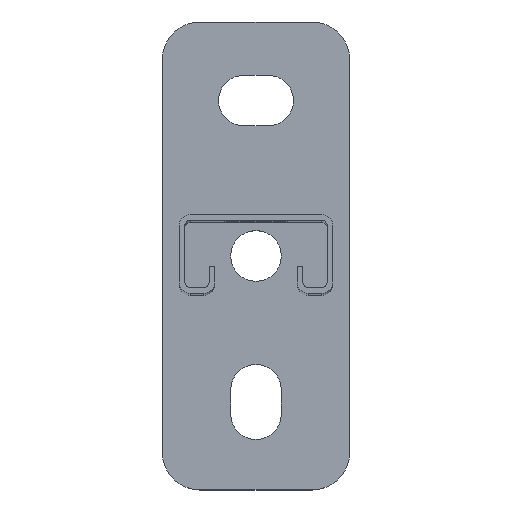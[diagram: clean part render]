
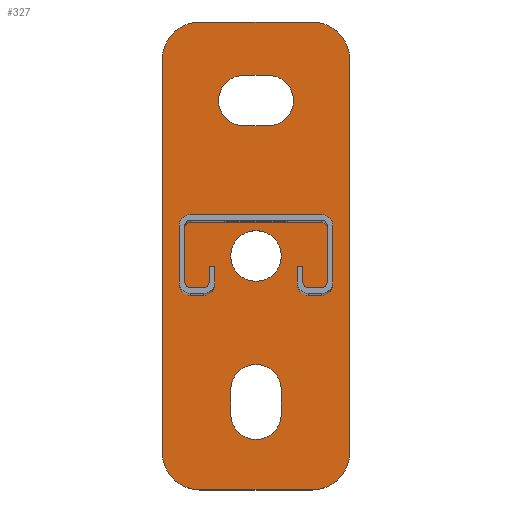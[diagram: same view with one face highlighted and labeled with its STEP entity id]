
A CAD part, top view. The second image highlights one B-rep face of the part: STEP entity #327.
In plain terms, the highlighted planar face has unit normal (0, 0, 1).
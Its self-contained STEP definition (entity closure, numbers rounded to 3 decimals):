
#327=ADVANCED_FACE('',(#640,#641,#642,#643),#644,.T.);
#640=FACE_BOUND('',#936,.T.);
#641=FACE_BOUND('',#937,.T.);
#642=FACE_BOUND('',#938,.T.);
#643=FACE_OUTER_BOUND('',#939,.T.);
#644=PLANE('',#940);
#936=EDGE_LOOP('',(#1741,#1742));
#937=EDGE_LOOP('',(#1743,#1744,#1745,#1746,#1747,#1748));
#938=EDGE_LOOP('',(#1749,#1750,#1751,#1752,#1753,#1754));
#939=EDGE_LOOP('',(#1755,#1756,#1757,#1758,#1759,#1760,#1761,#1762));
#940=AXIS2_PLACEMENT_3D('',#1763,#1764,#1765);
#1741=ORIENTED_EDGE('',*,*,#2062,.T.);
#1742=ORIENTED_EDGE('',*,*,#2057,.T.);
#1743=ORIENTED_EDGE('',*,*,#2047,.T.);
#1744=ORIENTED_EDGE('',*,*,#2070,.T.);
#1745=ORIENTED_EDGE('',*,*,#2072,.T.);
#1746=ORIENTED_EDGE('',*,*,#2052,.T.);
#1747=ORIENTED_EDGE('',*,*,#2066,.T.);
#1748=ORIENTED_EDGE('',*,*,#2075,.T.);
#1749=ORIENTED_EDGE('',*,*,#2037,.T.);
#1750=ORIENTED_EDGE('',*,*,#2084,.T.);
#1751=ORIENTED_EDGE('',*,*,#2086,.T.);
#1752=ORIENTED_EDGE('',*,*,#2042,.T.);
#1753=ORIENTED_EDGE('',*,*,#2080,.T.);
#1754=ORIENTED_EDGE('',*,*,#2089,.T.);
#1755=ORIENTED_EDGE('',*,*,#2093,.T.);
#1756=ORIENTED_EDGE('',*,*,#2118,.T.);
#1757=ORIENTED_EDGE('',*,*,#2115,.T.);
#1758=ORIENTED_EDGE('',*,*,#2112,.T.);
#1759=ORIENTED_EDGE('',*,*,#2109,.T.);
#1760=ORIENTED_EDGE('',*,*,#2119,.T.);
#1761=ORIENTED_EDGE('',*,*,#2120,.T.);
#1762=ORIENTED_EDGE('',*,*,#2105,.T.);
#1763=CARTESIAN_POINT('',(0.0,0.0,6.0));
#1764=DIRECTION('',(0.0,0.0,1.0));
#1765=DIRECTION('',(1.0,0.0,0.0));
#2037=EDGE_CURVE('',#2493,#2490,#2494,.T.);
#2042=EDGE_CURVE('',#2502,#2499,#2503,.T.);
#2047=EDGE_CURVE('',#2511,#2508,#2512,.T.);
#2052=EDGE_CURVE('',#2520,#2517,#2521,.T.);
#2057=EDGE_CURVE('',#2529,#2526,#2530,.T.);
#2062=EDGE_CURVE('',#2526,#2529,#2536,.T.);
#2066=EDGE_CURVE('',#2517,#2540,#2542,.T.);
#2070=EDGE_CURVE('',#2508,#2546,#2548,.T.);
#2072=EDGE_CURVE('',#2546,#2520,#2550,.T.);
#2075=EDGE_CURVE('',#2540,#2511,#2553,.T.);
#2080=EDGE_CURVE('',#2499,#2558,#2560,.T.);
#2084=EDGE_CURVE('',#2490,#2564,#2566,.T.);
#2086=EDGE_CURVE('',#2564,#2502,#2568,.T.);
#2089=EDGE_CURVE('',#2558,#2493,#2571,.T.);
#2093=EDGE_CURVE('',#2577,#2574,#2578,.T.);
#2105=EDGE_CURVE('',#2597,#2577,#2598,.T.);
#2109=EDGE_CURVE('',#2603,#2601,#2604,.T.);
#2112=EDGE_CURVE('',#2607,#2603,#2608,.T.);
#2115=EDGE_CURVE('',#2611,#2607,#2612,.T.);
#2118=EDGE_CURVE('',#2574,#2611,#2615,.T.);
#2119=EDGE_CURVE('',#2601,#2616,#2617,.T.);
#2120=EDGE_CURVE('',#2616,#2597,#2618,.T.);
#2490=VERTEX_POINT('',#3096);
#2493=VERTEX_POINT('',#3100);
#2494=CIRCLE('',#3101,6.75);
#2499=VERTEX_POINT('',#3107);
#2502=VERTEX_POINT('',#3111);
#2503=CIRCLE('',#3112,6.75);
#2508=VERTEX_POINT('',#3118);
#2511=VERTEX_POINT('',#3122);
#2512=CIRCLE('',#3123,6.75);
#2517=VERTEX_POINT('',#3129);
#2520=VERTEX_POINT('',#3133);
#2521=CIRCLE('',#3134,6.75);
#2526=VERTEX_POINT('',#3140);
#2529=VERTEX_POINT('',#3144);
#2530=CIRCLE('',#3145,6.75);
#2536=CIRCLE('',#3152,6.75);
#2540=VERTEX_POINT('',#3156);
#2542=CIRCLE('',#3159,6.75);
#2546=VERTEX_POINT('',#3163);
#2548=CIRCLE('',#3166,6.75);
#2550=LINE('',#3168,#3169);
#2553=LINE('',#3173,#3174);
#2558=VERTEX_POINT('',#3180);
#2560=CIRCLE('',#3183,6.75);
#2564=VERTEX_POINT('',#3187);
#2566=CIRCLE('',#3190,6.75);
#2568=LINE('',#3192,#3193);
#2571=LINE('',#3197,#3198);
#2574=VERTEX_POINT('',#3202);
#2577=VERTEX_POINT('',#3206);
#2578=CIRCLE('',#3207,10.0);
#2597=VERTEX_POINT('',#3231);
#2598=LINE('',#3232,#3233);
#2601=VERTEX_POINT('',#3237);
#2603=VERTEX_POINT('',#3240);
#2604=CIRCLE('',#3241,10.0);
#2607=VERTEX_POINT('',#3245);
#2608=LINE('',#3246,#3247);
#2611=VERTEX_POINT('',#3251);
#2612=CIRCLE('',#3252,10.0);
#2615=LINE('',#3256,#3257);
#2616=VERTEX_POINT('',#3258);
#2617=LINE('',#3259,#3260);
#2618=CIRCLE('',#3261,10.0);
#3096=CARTESIAN_POINT('',(10.0,41.5,6.0));
#3100=CARTESIAN_POINT('',(3.25,48.25,6.0));
#3101=AXIS2_PLACEMENT_3D('',#3593,#3594,#3595);
#3107=CARTESIAN_POINT('',(-10.0,41.5,6.0));
#3111=CARTESIAN_POINT('',(-3.25,34.75,6.0));
#3112=AXIS2_PLACEMENT_3D('',#3601,#3602,#3603);
#3118=CARTESIAN_POINT('',(0.,-29.0,6.0));
#3122=CARTESIAN_POINT('',(-6.75,-35.75,6.0));
#3123=AXIS2_PLACEMENT_3D('',#3609,#3610,#3611);
#3129=CARTESIAN_POINT('',(0.,-49.0,6.0));
#3133=CARTESIAN_POINT('',(6.75,-42.25,6.0));
#3134=AXIS2_PLACEMENT_3D('',#3617,#3618,#3619);
#3140=CARTESIAN_POINT('',(6.75,0.0,6.0));
#3144=CARTESIAN_POINT('',(-6.75,0.,6.0));
#3145=AXIS2_PLACEMENT_3D('',#3625,#3626,#3627);
#3152=AXIS2_PLACEMENT_3D('',#3635,#3636,#3637);
#3156=CARTESIAN_POINT('',(-6.75,-42.25,6.0));
#3159=AXIS2_PLACEMENT_3D('',#3642,#3643,#3644);
#3163=CARTESIAN_POINT('',(6.75,-35.75,6.0));
#3166=AXIS2_PLACEMENT_3D('',#3649,#3650,#3651);
#3168=CARTESIAN_POINT('',(6.75,-19.5,6.0));
#3169=VECTOR('',#3652,1.0);
#3173=CARTESIAN_POINT('',(-6.75,-19.5,6.0));
#3174=VECTOR('',#3654,1.0);
#3180=CARTESIAN_POINT('',(-3.25,48.25,6.0));
#3183=AXIS2_PLACEMENT_3D('',#3660,#3661,#3662);
#3187=CARTESIAN_POINT('',(3.25,34.75,6.0));
#3190=AXIS2_PLACEMENT_3D('',#3667,#3668,#3669);
#3192=CARTESIAN_POINT('',(0.0,34.75,6.0));
#3193=VECTOR('',#3670,1.0);
#3197=CARTESIAN_POINT('',(0.0,48.25,6.0));
#3198=VECTOR('',#3672,1.0);
#3202=CARTESIAN_POINT('',(15.0,62.5,6.0));
#3206=CARTESIAN_POINT('',(25.0,52.5,6.0));
#3207=AXIS2_PLACEMENT_3D('',#3675,#3676,#3677);
#3231=CARTESIAN_POINT('',(25.0,-52.5,6.0));
#3232=CARTESIAN_POINT('',(25.0,0.0,6.0));
#3233=VECTOR('',#3695,1.0);
#3237=CARTESIAN_POINT('',(-15.0,-62.5,6.0));
#3240=CARTESIAN_POINT('',(-25.0,-52.5,6.0));
#3241=AXIS2_PLACEMENT_3D('',#3698,#3699,#3700);
#3245=CARTESIAN_POINT('',(-25.0,52.5,6.0));
#3246=CARTESIAN_POINT('',(-25.0,0.0,6.0));
#3247=VECTOR('',#3702,1.0);
#3251=CARTESIAN_POINT('',(-15.0,62.5,6.0));
#3252=AXIS2_PLACEMENT_3D('',#3704,#3705,#3706);
#3256=CARTESIAN_POINT('',(0.0,62.5,6.0));
#3257=VECTOR('',#3708,1.0);
#3258=CARTESIAN_POINT('',(15.0,-62.5,6.0));
#3259=CARTESIAN_POINT('',(0.0,-62.5,6.0));
#3260=VECTOR('',#3709,1.0);
#3261=AXIS2_PLACEMENT_3D('',#3710,#3711,#3712);
#3593=CARTESIAN_POINT('',(3.25,41.5,6.0));
#3594=DIRECTION('',(0.0,0.0,-1.0));
#3595=DIRECTION('',(1.0,0.0,0.0));
#3601=CARTESIAN_POINT('',(-3.25,41.5,6.0));
#3602=DIRECTION('',(-0.0,0.0,-1.0));
#3603=DIRECTION('',(-1.0,0.0,0.0));
#3609=CARTESIAN_POINT('',(0.0,-35.75,6.0));
#3610=DIRECTION('',(0.0,0.0,-1.0));
#3611=DIRECTION('',(0.0,1.0,0.0));
#3617=CARTESIAN_POINT('',(0.0,-42.25,6.0));
#3618=DIRECTION('',(-0.0,-0.0,-1.0));
#3619=DIRECTION('',(0.0,-1.0,0.0));
#3625=CARTESIAN_POINT('',(0.0,0.0,6.0));
#3626=DIRECTION('',(0.0,0.0,-1.0));
#3627=DIRECTION('',(1.0,0.0,0.0));
#3635=CARTESIAN_POINT('',(0.0,0.0,6.0));
#3636=DIRECTION('',(0.0,0.0,-1.0));
#3637=DIRECTION('',(1.0,0.0,0.0));
#3642=CARTESIAN_POINT('',(0.0,-42.25,6.0));
#3643=DIRECTION('',(-0.0,-0.0,-1.0));
#3644=DIRECTION('',(0.0,-1.0,0.0));
#3649=CARTESIAN_POINT('',(0.0,-35.75,6.0));
#3650=DIRECTION('',(0.0,0.0,-1.0));
#3651=DIRECTION('',(0.0,1.0,0.0));
#3652=DIRECTION('',(0.0,-1.0,0.0));
#3654=DIRECTION('',(0.0,1.0,0.0));
#3660=CARTESIAN_POINT('',(-3.25,41.5,6.0));
#3661=DIRECTION('',(-0.0,0.0,-1.0));
#3662=DIRECTION('',(-1.0,0.0,0.0));
#3667=CARTESIAN_POINT('',(3.25,41.5,6.0));
#3668=DIRECTION('',(0.0,0.0,-1.0));
#3669=DIRECTION('',(1.0,0.0,0.0));
#3670=DIRECTION('',(-1.0,0.0,0.0));
#3672=DIRECTION('',(1.0,0.0,-0.0));
#3675=CARTESIAN_POINT('',(15.0,52.5,6.0));
#3676=DIRECTION('',(0.0,0.0,1.0));
#3677=DIRECTION('',(0.0,-1.0,0.0));
#3695=DIRECTION('',(0.0,1.0,0.0));
#3698=CARTESIAN_POINT('',(-15.0,-52.5,6.0));
#3699=DIRECTION('',(0.0,-0.0,1.0));
#3700=DIRECTION('',(0.0,1.0,0.0));
#3702=DIRECTION('',(0.0,-1.0,0.0));
#3704=CARTESIAN_POINT('',(-15.0,52.5,6.0));
#3705=DIRECTION('',(0.0,0.0,1.0));
#3706=DIRECTION('',(1.0,0.0,0.0));
#3708=DIRECTION('',(-1.0,0.0,0.0));
#3709=DIRECTION('',(1.0,0.0,0.0));
#3710=CARTESIAN_POINT('',(15.0,-52.5,6.0));
#3711=DIRECTION('',(0.0,0.0,1.0));
#3712=DIRECTION('',(-1.0,0.0,0.0));
